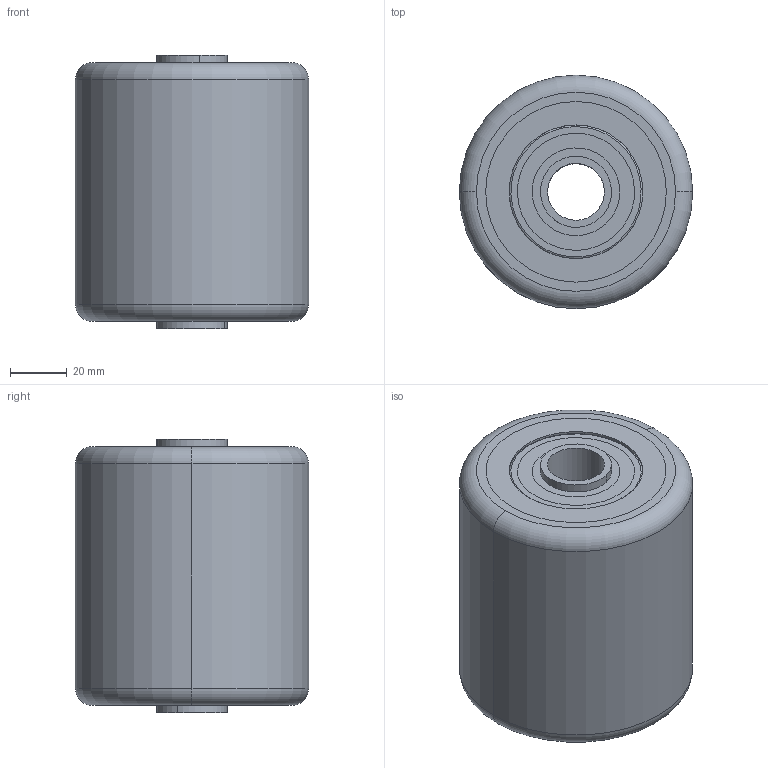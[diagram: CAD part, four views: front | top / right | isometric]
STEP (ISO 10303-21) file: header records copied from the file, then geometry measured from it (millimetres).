
FILE_DESCRIPTION (( 'STEP AP214' ), '1' );
FILE_NAME ('0017666_VUHS-082-91-K20-EL96_(A-01).step', '2018-11-30T12:09:54', ( '' ), ( '' ), 'SwSTEP 2.0', 'SolidWorks 2018', '' );
FILE_SCHEMA (( 'AUTOMOTIVE_DESIGN' ));
Length unit declared in the file: millimetre
Products named in the file (1): 0017666_VUHS-082-91-K20-EL96_(A-01)
Bounding box: 82 x 82 x 96 mm (x, y, z)
Volume: 368260.7 mm3; surface area: 104066.7 mm2
Topology: 12 solids, 12 shells, 140 faces, 280 edges, 172 vertices
Faces by surface type: cylinder 72, torus 36, plane 32
Entity records: 5421 total; most frequent: DIRECTION 770, CARTESIAN_POINT 593, ORIENTED_EDGE 560, AXIS2_PLACEMENT_3D 349, EDGE_CURVE 280, CIRCLE 208, EDGE_LOOP 172, VERTEX_POINT 172
